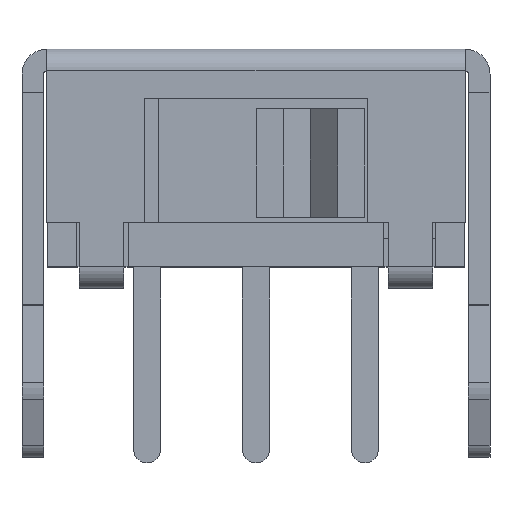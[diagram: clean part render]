
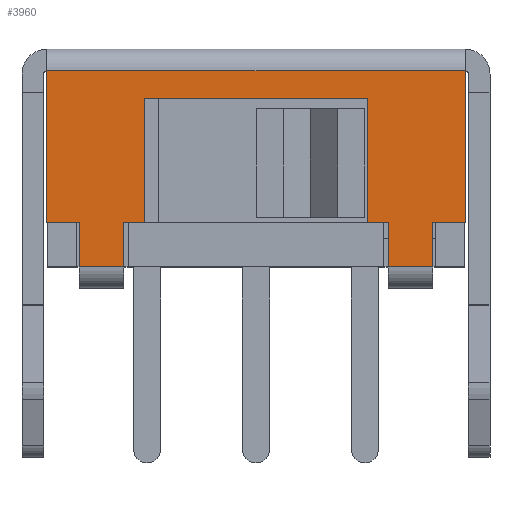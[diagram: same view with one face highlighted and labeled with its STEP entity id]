
A CAD part, top view. The second image highlights one B-rep face of the part: STEP entity #3960.
In plain terms, the highlighted planar face has unit normal (0, 0, 1).
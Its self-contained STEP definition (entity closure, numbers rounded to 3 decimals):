
#31 = CARTESIAN_POINT ( 'NONE',  ( -2.43, -3.6, 2.2 ) ) ;
#46 = LINE ( 'NONE', #6186, #3496 ) ;
#71 = CARTESIAN_POINT ( 'NONE',  ( 2.43, -3.6, 2.2 ) ) ;
#99 = DIRECTION ( 'NONE',  ( 1., 0., 0. ) ) ;
#202 = ORIENTED_EDGE ( 'NONE', *, *, #5308, .F. ) ;
#255 = EDGE_CURVE ( 'NONE', #3310, #6518, #46, .T. ) ;
#286 = VERTEX_POINT ( 'NONE', #6304 ) ;
#450 = EDGE_CURVE ( 'NONE', #5553, #5026, #6631, .T. ) ;
#558 = AXIS2_PLACEMENT_3D ( 'NONE', #3995, #5502, #6077 ) ;
#565 = DIRECTION ( 'NONE',  ( 0., 1., 0. ) ) ;
#685 = LINE ( 'NONE', #1737, #2858 ) ;
#714 = CARTESIAN_POINT ( 'NONE',  ( 2.43, -2.78, 2.2 ) ) ;
#760 = VECTOR ( 'NONE', #5424, 1000. ) ;
#897 = DIRECTION ( 'NONE',  ( 0., -1., 0. ) ) ;
#974 = EDGE_CURVE ( 'NONE', #2799, #6518, #5019, .T. ) ;
#1011 = CARTESIAN_POINT ( 'NONE',  ( 2.05, -2.78, 2.2 ) ) ;
#1018 = ORIENTED_EDGE ( 'NONE', *, *, #450, .F. ) ;
#1040 = EDGE_LOOP ( 'NONE', ( #5084, #3487, #1018, #5789, #5033, #5620, #5527, #3224, #4261, #5729, #6858, #2680, #1621, #1612, #202, #4349 ) ) ;
#1054 = VECTOR ( 'NONE', #2319, 1000. ) ;
#1072 = CARTESIAN_POINT ( 'NONE',  ( -2.43, -3.6, 2.2 ) ) ;
#1109 = EDGE_CURVE ( 'NONE', #5857, #1416, #685, .T. ) ;
#1135 = LINE ( 'NONE', #3376, #3158 ) ;
#1385 = VECTOR ( 'NONE', #3646, 1000. ) ;
#1416 = VERTEX_POINT ( 'NONE', #1502 ) ;
#1442 = VECTOR ( 'NONE', #4756, 1000. ) ;
#1502 = CARTESIAN_POINT ( 'NONE',  ( -3.843, 0., 2.2 ) ) ;
#1555 = CARTESIAN_POINT ( 'NONE',  ( -2.43, -2.78, 2.2 ) ) ;
#1609 = EDGE_CURVE ( 'NONE', #5430, #3795, #6166, .T. ) ;
#1612 = ORIENTED_EDGE ( 'NONE', *, *, #255, .F. ) ;
#1621 = ORIENTED_EDGE ( 'NONE', *, *, #974, .T. ) ;
#1647 = DIRECTION ( 'NONE',  ( -1., 0., 0. ) ) ;
#1653 = LINE ( 'NONE', #2850, #760 ) ;
#1695 = VECTOR ( 'NONE', #99, 1000. ) ;
#1735 = LINE ( 'NONE', #2530, #5405 ) ;
#1737 = CARTESIAN_POINT ( 'NONE',  ( 3.843, 0., 2.2 ) ) ;
#1835 = EDGE_CURVE ( 'NONE', #5284, #5430, #1735, .T. ) ;
#1862 = DIRECTION ( 'NONE',  ( 0., -1., 0. ) ) ;
#1987 = FACE_OUTER_BOUND ( 'NONE', #1040, .T. ) ;
#2015 = VECTOR ( 'NONE', #3257, 1000. ) ;
#2114 = CARTESIAN_POINT ( 'NONE',  ( -2.43, -3.6, 2.2 ) ) ;
#2135 = DIRECTION ( 'NONE',  ( 0., 1., 0. ) ) ;
#2143 = LINE ( 'NONE', #4689, #3427 ) ;
#2208 = CARTESIAN_POINT ( 'NONE',  ( 3.843, -2.78, 2.2 ) ) ;
#2214 = DIRECTION ( 'NONE',  ( -1., 0., 0. ) ) ;
#2231 = CARTESIAN_POINT ( 'NONE',  ( 3.25, -2.78, 2.2 ) ) ;
#2296 = VECTOR ( 'NONE', #565, 1000. ) ;
#2302 = DIRECTION ( 'NONE',  ( 0., -1., 0. ) ) ;
#2319 = DIRECTION ( 'NONE',  ( -1., 0., 0. ) ) ;
#2321 = EDGE_CURVE ( 'NONE', #5857, #4949, #1135, .T. ) ;
#2483 = LINE ( 'NONE', #5042, #1054 ) ;
#2510 = CARTESIAN_POINT ( 'NONE',  ( -3.25, -2.78, 2.2 ) ) ;
#2528 = CARTESIAN_POINT ( 'NONE',  ( 2.05, -2.78, 2.2 ) ) ;
#2530 = CARTESIAN_POINT ( 'NONE',  ( -3.843, -2.78, 2.2 ) ) ;
#2602 = EDGE_CURVE ( 'NONE', #3716, #5026, #4641, .T. ) ;
#2603 = CARTESIAN_POINT ( 'NONE',  ( 3.25, -3.6, 2.2 ) ) ;
#2604 = VERTEX_POINT ( 'NONE', #1011 ) ;
#2680 = ORIENTED_EDGE ( 'NONE', *, *, #3537, .T. ) ;
#2712 = CARTESIAN_POINT ( 'NONE',  ( -2.43, -2.78, 2.2 ) ) ;
#2720 = CARTESIAN_POINT ( 'NONE',  ( 3.25, -3.6, 2.2 ) ) ;
#2799 = VERTEX_POINT ( 'NONE', #1555 ) ;
#2832 = EDGE_CURVE ( 'NONE', #5553, #6274, #6218, .T. ) ;
#2850 = CARTESIAN_POINT ( 'NONE',  ( 2.05, -2.78, 2.2 ) ) ;
#2858 = VECTOR ( 'NONE', #2214, 1000. ) ;
#2927 = LINE ( 'NONE', #31, #5488 ) ;
#2966 = EDGE_CURVE ( 'NONE', #6274, #4949, #4540, .T. ) ;
#3158 = VECTOR ( 'NONE', #1862, 1000. ) ;
#3224 = ORIENTED_EDGE ( 'NONE', *, *, #4244, .T. ) ;
#3257 = DIRECTION ( 'NONE',  ( 1., 0., 0. ) ) ;
#3310 = VERTEX_POINT ( 'NONE', #6732 ) ;
#3359 = CARTESIAN_POINT ( 'NONE',  ( -3.25, -3.6, 2.2 ) ) ;
#3363 = CARTESIAN_POINT ( 'NONE',  ( -3.25, -2.78, 2.2 ) ) ;
#3376 = CARTESIAN_POINT ( 'NONE',  ( 3.843, 0., 2.2 ) ) ;
#3427 = VECTOR ( 'NONE', #4862, 1000. ) ;
#3487 = ORIENTED_EDGE ( 'NONE', *, *, #2602, .T. ) ;
#3496 = VECTOR ( 'NONE', #897, 1000. ) ;
#3537 = EDGE_CURVE ( 'NONE', #4914, #2799, #2927, .T. ) ;
#3646 = DIRECTION ( 'NONE',  ( 0., -1., 0. ) ) ;
#3712 = DIRECTION ( 'NONE',  ( 1., 0., 0. ) ) ;
#3716 = VERTEX_POINT ( 'NONE', #714 ) ;
#3795 = VERTEX_POINT ( 'NONE', #3359 ) ;
#3835 = VECTOR ( 'NONE', #2302, 1000. ) ;
#3960 = ADVANCED_FACE ( 'NONE', ( #1987 ), #5558, .T. ) ;
#3995 = CARTESIAN_POINT ( 'NONE',  ( 2.017, 0.4, 2.2 ) ) ;
#3997 = CARTESIAN_POINT ( 'NONE',  ( -3.843, -2.78, 2.2 ) ) ;
#4241 = CARTESIAN_POINT ( 'NONE',  ( 3.25, -3.6, 2.2 ) ) ;
#4244 = EDGE_CURVE ( 'NONE', #1416, #5284, #2143, .T. ) ;
#4261 = ORIENTED_EDGE ( 'NONE', *, *, #1835, .T. ) ;
#4349 = ORIENTED_EDGE ( 'NONE', *, *, #4463, .F. ) ;
#4463 = EDGE_CURVE ( 'NONE', #2604, #286, #1653, .T. ) ;
#4540 = LINE ( 'NONE', #6554, #1695 ) ;
#4636 = LINE ( 'NONE', #2528, #6127 ) ;
#4641 = LINE ( 'NONE', #6832, #1385 ) ;
#4689 = CARTESIAN_POINT ( 'NONE',  ( -3.843, 0., 2.2 ) ) ;
#4756 = DIRECTION ( 'NONE',  ( -1., 0., 0. ) ) ;
#4862 = DIRECTION ( 'NONE',  ( 0., -1., 0. ) ) ;
#4914 = VERTEX_POINT ( 'NONE', #2114 ) ;
#4949 = VERTEX_POINT ( 'NONE', #2208 ) ;
#5019 = LINE ( 'NONE', #2712, #2015 ) ;
#5026 = VERTEX_POINT ( 'NONE', #71 ) ;
#5033 = ORIENTED_EDGE ( 'NONE', *, *, #2966, .T. ) ;
#5042 = CARTESIAN_POINT ( 'NONE',  ( 2.05, -0.5, 2.2 ) ) ;
#5084 = ORIENTED_EDGE ( 'NONE', *, *, #6169, .T. ) ;
#5212 = VECTOR ( 'NONE', #1647, 1000. ) ;
#5284 = VERTEX_POINT ( 'NONE', #3997 ) ;
#5308 = EDGE_CURVE ( 'NONE', #286, #3310, #2483, .T. ) ;
#5405 = VECTOR ( 'NONE', #5645, 1000. ) ;
#5424 = DIRECTION ( 'NONE',  ( 0., 1., 0. ) ) ;
#5430 = VERTEX_POINT ( 'NONE', #2510 ) ;
#5488 = VECTOR ( 'NONE', #2135, 1000. ) ;
#5502 = DIRECTION ( 'NONE',  ( 0., 0., 1. ) ) ;
#5527 = ORIENTED_EDGE ( 'NONE', *, *, #1109, .T. ) ;
#5553 = VERTEX_POINT ( 'NONE', #2603 ) ;
#5558 = PLANE ( 'NONE',  #558 ) ;
#5620 = ORIENTED_EDGE ( 'NONE', *, *, #2321, .F. ) ;
#5645 = DIRECTION ( 'NONE',  ( 1., 0., 0. ) ) ;
#5729 = ORIENTED_EDGE ( 'NONE', *, *, #1609, .T. ) ;
#5754 = EDGE_CURVE ( 'NONE', #4914, #3795, #6130, .T. ) ;
#5789 = ORIENTED_EDGE ( 'NONE', *, *, #2832, .T. ) ;
#5857 = VERTEX_POINT ( 'NONE', #6537 ) ;
#6063 = CARTESIAN_POINT ( 'NONE',  ( -2.05, -2.78, 2.2 ) ) ;
#6077 = DIRECTION ( 'NONE',  ( 1., 0., 0. ) ) ;
#6127 = VECTOR ( 'NONE', #3712, 1000. ) ;
#6130 = LINE ( 'NONE', #1072, #5212 ) ;
#6166 = LINE ( 'NONE', #3363, #3835 ) ;
#6169 = EDGE_CURVE ( 'NONE', #2604, #3716, #4636, .T. ) ;
#6186 = CARTESIAN_POINT ( 'NONE',  ( -2.05, -0.5, 2.2 ) ) ;
#6218 = LINE ( 'NONE', #4241, #2296 ) ;
#6274 = VERTEX_POINT ( 'NONE', #2231 ) ;
#6304 = CARTESIAN_POINT ( 'NONE',  ( 2.05, -0.5, 2.2 ) ) ;
#6518 = VERTEX_POINT ( 'NONE', #6063 ) ;
#6537 = CARTESIAN_POINT ( 'NONE',  ( 3.843, 0., 2.2 ) ) ;
#6554 = CARTESIAN_POINT ( 'NONE',  ( 3.25, -2.78, 2.2 ) ) ;
#6631 = LINE ( 'NONE', #2720, #1442 ) ;
#6732 = CARTESIAN_POINT ( 'NONE',  ( -2.05, -0.5, 2.2 ) ) ;
#6832 = CARTESIAN_POINT ( 'NONE',  ( 2.43, -2.78, 2.2 ) ) ;
#6858 = ORIENTED_EDGE ( 'NONE', *, *, #5754, .F. ) ;
